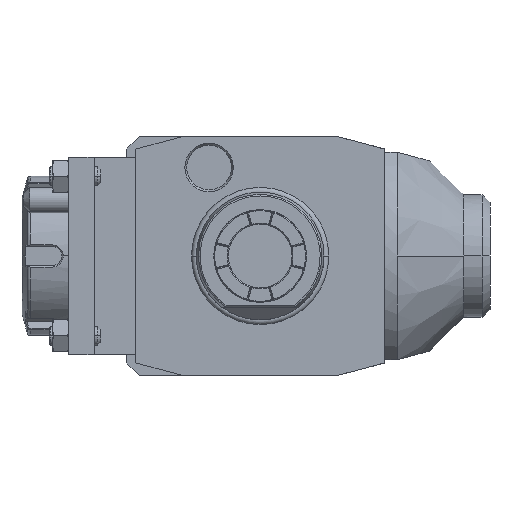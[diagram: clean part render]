
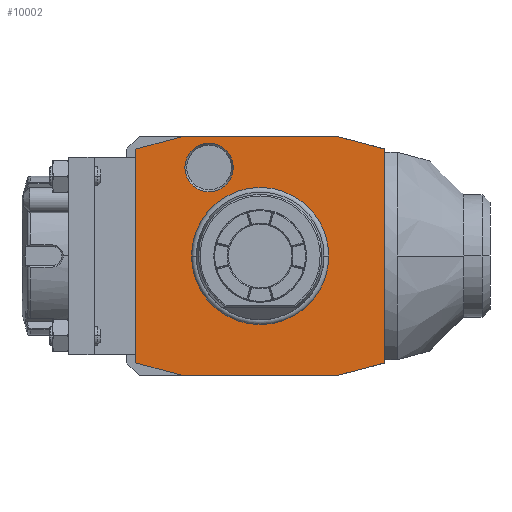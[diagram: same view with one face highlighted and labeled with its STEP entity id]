
A CAD part, front view. The second image highlights one B-rep face of the part: STEP entity #10002.
In plain terms, the highlighted planar face has unit normal (0, -1, 0).
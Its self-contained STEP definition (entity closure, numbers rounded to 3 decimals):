
#1=DIRECTION('',(-0.966,0.,0.259));
#2=VECTOR('',#1,15.529);
#3=CARTESIAN_POINT('',(39.,0.,33.481));
#4=LINE('',#3,#2);
#5=DIRECTION('',(0.,0.,1.));
#6=VECTOR('',#5,66.962);
#7=CARTESIAN_POINT('',(39.,0.,-33.481));
#8=LINE('',#7,#6);
#9=DIRECTION('',(0.966,0.,0.259));
#10=VECTOR('',#9,15.529);
#11=CARTESIAN_POINT('',(24.,0.,-37.5));
#12=LINE('',#11,#10);
#13=DIRECTION('',(1.,0.,0.));
#14=VECTOR('',#13,48.);
#15=CARTESIAN_POINT('',(-24.,0.,-37.5));
#16=LINE('',#15,#14);
#17=DIRECTION('',(0.966,0.,-0.259));
#18=VECTOR('',#17,15.529);
#19=CARTESIAN_POINT('',(-39.,0.,-33.481));
#20=LINE('',#19,#18);
#21=DIRECTION('',(0.,0.,-1.));
#22=VECTOR('',#21,66.962);
#23=CARTESIAN_POINT('',(-39.,0.,33.481));
#24=LINE('',#23,#22);
#25=DIRECTION('',(-0.966,0.,-0.259));
#26=VECTOR('',#25,15.529);
#27=CARTESIAN_POINT('',(-24.,0.,37.5));
#28=LINE('',#27,#26);
#29=DIRECTION('',(-1.,0.,0.));
#30=VECTOR('',#29,48.);
#31=CARTESIAN_POINT('',(24.,0.,37.5));
#32=LINE('',#31,#30);
#33=CARTESIAN_POINT('',(-16.,0.,27.713));
#34=DIRECTION('',(0.,1.,0.));
#35=DIRECTION('',(1.,0.,0.));
#36=AXIS2_PLACEMENT_3D('',#33,#34,#35);
#38=CARTESIAN_POINT('',(-16.,0.,27.713));
#39=DIRECTION('',(0.,1.,0.));
#40=DIRECTION('',(-1.,0.,0.));
#41=AXIS2_PLACEMENT_3D('',#38,#39,#40);
#6636=CARTESIAN_POINT('',(0.,0.,0.));
#6637=DIRECTION('',(0.,-1.,0.));
#6638=DIRECTION('',(1.,0.,0.));
#6639=AXIS2_PLACEMENT_3D('',#6636,#6637,#6638);
#6641=CARTESIAN_POINT('',(0.,0.,0.));
#6642=DIRECTION('',(0.,-1.,0.));
#6643=DIRECTION('',(-1.,0.,0.));
#6644=AXIS2_PLACEMENT_3D('',#6641,#6642,#6643);
#8931=CARTESIAN_POINT('',(-8.423,0.,27.713));
#8932=CARTESIAN_POINT('',(-23.577,0.,27.713));
#8933=VERTEX_POINT('',#8931);
#8934=VERTEX_POINT('',#8932);
#9744=CARTESIAN_POINT('',(39.,0.,33.481));
#9745=CARTESIAN_POINT('',(24.,0.,37.5));
#9746=VERTEX_POINT('',#9744);
#9747=VERTEX_POINT('',#9745);
#9748=CARTESIAN_POINT('',(-24.,0.,37.5));
#9749=VERTEX_POINT('',#9748);
#9750=CARTESIAN_POINT('',(-39.,0.,33.481));
#9751=VERTEX_POINT('',#9750);
#9752=CARTESIAN_POINT('',(-39.,0.,-33.481));
#9753=VERTEX_POINT('',#9752);
#9754=CARTESIAN_POINT('',(-24.,0.,-37.5));
#9755=VERTEX_POINT('',#9754);
#9756=CARTESIAN_POINT('',(24.,0.,-37.5));
#9757=VERTEX_POINT('',#9756);
#9758=CARTESIAN_POINT('',(39.,0.,-33.481));
#9759=VERTEX_POINT('',#9758);
#9835=CARTESIAN_POINT('',(21.137,0.,0.));
#9836=CARTESIAN_POINT('',(-21.137,0.,0.));
#9837=VERTEX_POINT('',#9835);
#9838=VERTEX_POINT('',#9836);
#9967=CARTESIAN_POINT('',(0.,0.,0.));
#9968=DIRECTION('',(0.,-1.,0.));
#9969=DIRECTION('',(-1.,0.,0.));
#9970=AXIS2_PLACEMENT_3D('',#9967,#9968,#9969);
#9971=PLANE('',#9970);
#9973=ORIENTED_EDGE('',*,*,#9972,.F.);
#9975=ORIENTED_EDGE('',*,*,#9974,.F.);
#9977=ORIENTED_EDGE('',*,*,#9976,.F.);
#9979=ORIENTED_EDGE('',*,*,#9978,.F.);
#9981=ORIENTED_EDGE('',*,*,#9980,.F.);
#9983=ORIENTED_EDGE('',*,*,#9982,.F.);
#9985=ORIENTED_EDGE('',*,*,#9984,.F.);
#9987=ORIENTED_EDGE('',*,*,#9986,.F.);
#9988=EDGE_LOOP('',(#9973,#9975,#9977,#9979,#9981,#9983,#9985,#9987));
#9989=FACE_OUTER_BOUND('',#9988,.F.);
#9991=ORIENTED_EDGE('',*,*,#9990,.T.);
#9993=ORIENTED_EDGE('',*,*,#9992,.T.);
#9994=EDGE_LOOP('',(#9991,#9993));
#9995=FACE_BOUND('',#9994,.F.);
#9997=ORIENTED_EDGE('',*,*,#9996,.F.);
#9999=ORIENTED_EDGE('',*,*,#9998,.F.);
#10000=EDGE_LOOP('',(#9997,#9999));
#10001=FACE_BOUND('',#10000,.F.);
#37=CIRCLE('',#36,7.577);
#42=CIRCLE('',#41,7.577);
#6640=CIRCLE('',#6639,21.137);
#6645=CIRCLE('',#6644,21.137);
#9972=EDGE_CURVE('',#9746,#9747,#4,.T.);
#9974=EDGE_CURVE('',#9759,#9746,#8,.T.);
#9976=EDGE_CURVE('',#9757,#9759,#12,.T.);
#9978=EDGE_CURVE('',#9755,#9757,#16,.T.);
#9980=EDGE_CURVE('',#9753,#9755,#20,.T.);
#9982=EDGE_CURVE('',#9751,#9753,#24,.T.);
#9984=EDGE_CURVE('',#9749,#9751,#28,.T.);
#9986=EDGE_CURVE('',#9747,#9749,#32,.T.);
#9990=EDGE_CURVE('',#9837,#9838,#6640,.T.);
#9992=EDGE_CURVE('',#9838,#9837,#6645,.T.);
#9996=EDGE_CURVE('',#8933,#8934,#37,.T.);
#9998=EDGE_CURVE('',#8934,#8933,#42,.T.);
#10002=ADVANCED_FACE('',(#9989,#9995,#10001),#9971,.T.);
